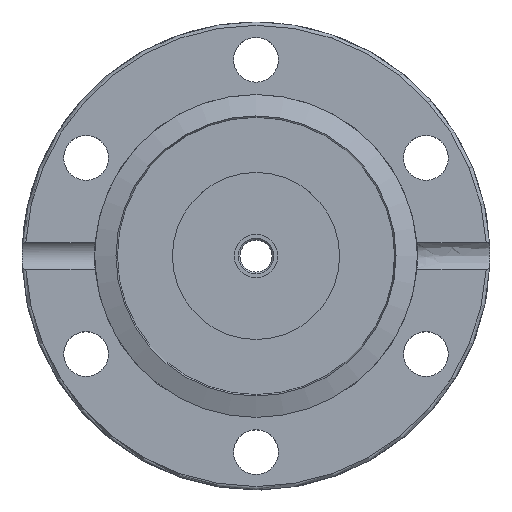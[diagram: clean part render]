
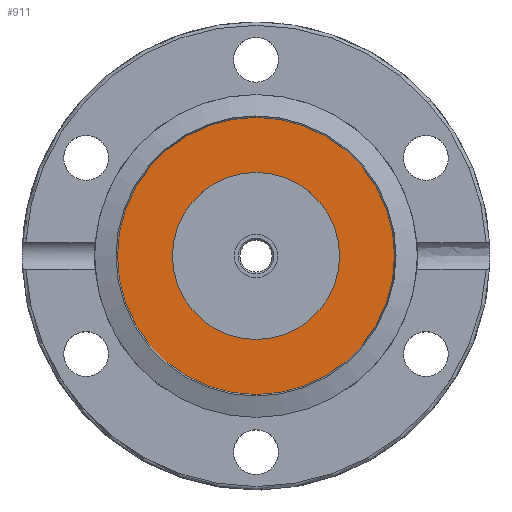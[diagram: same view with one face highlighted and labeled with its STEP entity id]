
A CAD part, top view. The second image highlights one B-rep face of the part: STEP entity #911.
In plain terms, the highlighted planar face has unit normal (0, 0, 1).
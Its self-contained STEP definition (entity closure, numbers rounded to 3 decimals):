
#112=CARTESIAN_POINT('',(12.5,0.,11.8));
#113=VERTEX_POINT('',#112);
#114=CARTESIAN_POINT('',(0.0,0.,11.8));
#115=DIRECTION('',(0.0,0.0,-1.0));
#116=DIRECTION('',(-1.0,0.0,0.0));
#117=AXIS2_PLACEMENT_3D('',#114,#115,#116);
#118=CIRCLE('',#117,12.5);
#119=EDGE_CURVE('',#113,#113,#118,.T.);
#885=CARTESIAN_POINT('',(0.0,-20.732,11.8));
#886=VERTEX_POINT('',#885);
#887=CARTESIAN_POINT('',(0.0,0.,11.8));
#888=DIRECTION('',(0.0,0.0,-1.0));
#889=DIRECTION('',(0.0,-1.0,0.0));
#890=AXIS2_PLACEMENT_3D('',#887,#888,#889);
#891=CIRCLE('',#890,20.732);
#892=EDGE_CURVE('',#886,#886,#891,.T.);
#900=CARTESIAN_POINT('',(0.0,-10.366,11.8));
#901=DIRECTION('',(0.0,0.0,-1.0));
#902=DIRECTION('',(-1.0,0.0,0.0));
#903=AXIS2_PLACEMENT_3D('',#900,#901,#902);
#904=PLANE('',#903);
#905=ORIENTED_EDGE('',*,*,#892,.F.);
#906=EDGE_LOOP('',(#905));
#907=FACE_OUTER_BOUND('',#906,.T.);
#908=ORIENTED_EDGE('',*,*,#119,.T.);
#909=EDGE_LOOP('',(#908));
#910=FACE_BOUND('',#909,.T.);
#911=ADVANCED_FACE('',(#907,#910),#904,.F.);
